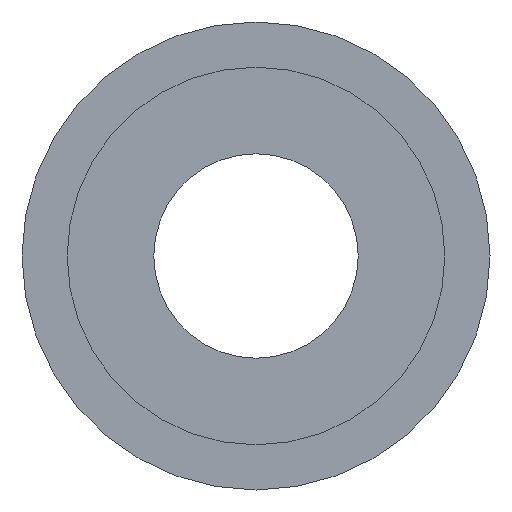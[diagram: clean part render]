
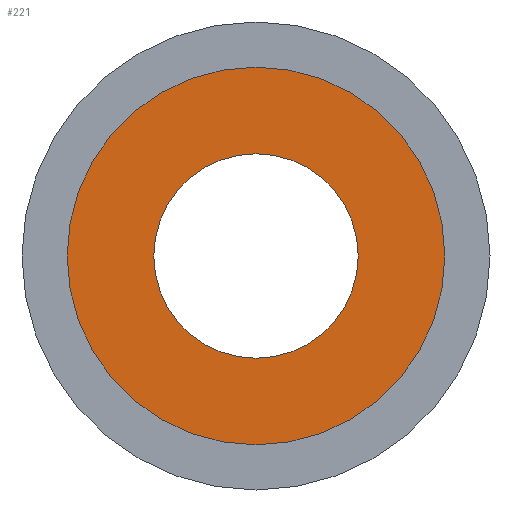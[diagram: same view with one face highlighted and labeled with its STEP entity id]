
A CAD part, front view. The second image highlights one B-rep face of the part: STEP entity #221.
In plain terms, the highlighted planar face has unit normal (0, -1, 0).
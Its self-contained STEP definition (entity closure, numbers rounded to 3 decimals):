
#25 = EDGE_CURVE ( 'NONE', #448, #58, #440, .T. ) ;
#29 = PLANE ( 'NONE',  #369 ) ;
#58 = VERTEX_POINT ( 'NONE', #188 ) ;
#74 = CARTESIAN_POINT ( 'NONE',  ( 11.1, 6.5, 0. ) ) ;
#89 = DIRECTION ( 'NONE',  ( 0., 1., 0. ) ) ;
#106 = EDGE_CURVE ( 'NONE', #58, #448, #615, .T. ) ;
#110 = DIRECTION ( 'NONE',  ( -1., 0., 0. ) ) ;
#116 = AXIS2_PLACEMENT_3D ( 'NONE', #619, #89, #444 ) ;
#154 = CARTESIAN_POINT ( 'NONE',  ( 11.1, 6.5, 0. ) ) ;
#180 = EDGE_CURVE ( 'NONE', #274, #416, #605, .T. ) ;
#188 = CARTESIAN_POINT ( 'NONE',  ( -21.1, 6.5, 0. ) ) ;
#218 = ORIENTED_EDGE ( 'NONE', *, *, #180, .T. ) ;
#221 = ADVANCED_FACE ( 'NONE', ( #614, #523 ), #29, .F. ) ;
#237 = EDGE_LOOP ( 'NONE', ( #218, #345 ) ) ;
#250 = CARTESIAN_POINT ( 'NONE',  ( -11.1, 6.5, 0. ) ) ;
#274 = VERTEX_POINT ( 'NONE', #250 ) ;
#288 = DIRECTION ( 'NONE',  ( 0., 1., 0. ) ) ;
#295 = CARTESIAN_POINT ( 'NONE',  ( 0., 6.5, 0. ) ) ;
#303 = DIRECTION ( 'NONE',  ( 0., 1., 0. ) ) ;
#305 = ORIENTED_EDGE ( 'NONE', *, *, #106, .F. ) ;
#308 = DIRECTION ( 'NONE',  ( -1., 0., 0. ) ) ;
#327 = DIRECTION ( 'NONE',  ( -1., 0., 0. ) ) ;
#329 = DIRECTION ( 'NONE',  ( 0., 1., 0. ) ) ;
#332 = CARTESIAN_POINT ( 'NONE',  ( 0., 6.5, 0. ) ) ;
#345 = ORIENTED_EDGE ( 'NONE', *, *, #576, .T. ) ;
#348 = DIRECTION ( 'NONE',  ( -1., 0., 0. ) ) ;
#369 = AXIS2_PLACEMENT_3D ( 'NONE', #154, #288, #348 ) ;
#381 = EDGE_LOOP ( 'NONE', ( #305, #493 ) ) ;
#404 = AXIS2_PLACEMENT_3D ( 'NONE', #585, #586, #110 ) ;
#411 = CARTESIAN_POINT ( 'NONE',  ( 21.1, 6.5, 0. ) ) ;
#416 = VERTEX_POINT ( 'NONE', #74 ) ;
#440 = CIRCLE ( 'NONE', #514, 21.1 ) ;
#444 = DIRECTION ( 'NONE',  ( -1., 0., 0. ) ) ;
#448 = VERTEX_POINT ( 'NONE', #411 ) ;
#450 = CIRCLE ( 'NONE', #116, 11.1 ) ;
#493 = ORIENTED_EDGE ( 'NONE', *, *, #25, .F. ) ;
#496 = AXIS2_PLACEMENT_3D ( 'NONE', #332, #329, #327 ) ;
#514 = AXIS2_PLACEMENT_3D ( 'NONE', #295, #303, #308 ) ;
#523 = FACE_BOUND ( 'NONE', #237, .T. ) ;
#576 = EDGE_CURVE ( 'NONE', #416, #274, #450, .T. ) ;
#585 = CARTESIAN_POINT ( 'NONE',  ( 0., 6.5, 0. ) ) ;
#586 = DIRECTION ( 'NONE',  ( 0., 1., 0. ) ) ;
#605 = CIRCLE ( 'NONE', #404, 11.1 ) ;
#614 = FACE_OUTER_BOUND ( 'NONE', #381, .T. ) ;
#615 = CIRCLE ( 'NONE', #496, 21.1 ) ;
#619 = CARTESIAN_POINT ( 'NONE',  ( 0., 6.5, 0. ) ) ;
